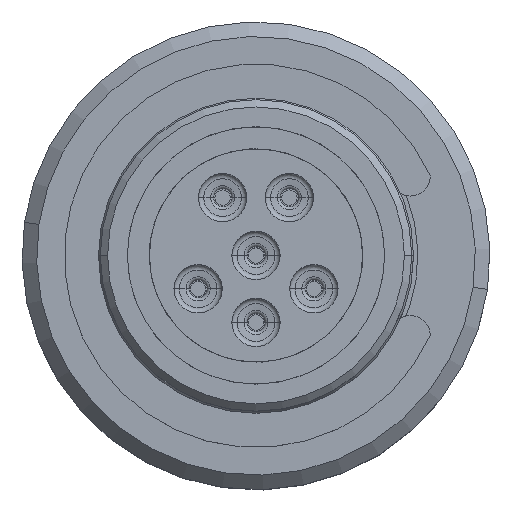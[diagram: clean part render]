
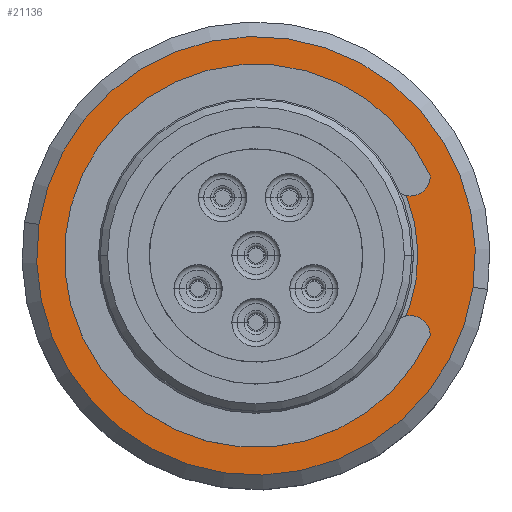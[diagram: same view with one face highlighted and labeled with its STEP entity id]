
A CAD part, top view. The second image highlights one B-rep face of the part: STEP entity #21136.
In plain terms, the highlighted planar face has unit normal (0, 0, 1).
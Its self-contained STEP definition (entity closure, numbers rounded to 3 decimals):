
#196 = CIRCLE ( 'NONE', #20555, 5.535 ) ;
#801 = CIRCLE ( 'NONE', #28305, 5.535 ) ;
#1028 = DIRECTION ( 'NONE',  ( 0.99, -0.143, 0. ) ) ;
#1084 = FACE_OUTER_BOUND ( 'NONE', #23942, .T. ) ;
#1789 = CARTESIAN_POINT ( 'NONE',  ( 0., 0., -8.328 ) ) ;
#2443 = DIRECTION ( 'NONE',  ( 0.99, -0.143, 0. ) ) ;
#3012 = PLANE ( 'NONE',  #34480 ) ;
#3516 = VERTEX_POINT ( 'NONE', #26678 ) ;
#3770 = AXIS2_PLACEMENT_3D ( 'NONE', #1789, #25282, #31519 ) ;
#3789 = CIRCLE ( 'NONE', #20328, 7.5 ) ;
#3867 = CARTESIAN_POINT ( 'NONE',  ( 7.423, -1.074, -8.328 ) ) ;
#4131 = VERTEX_POINT ( 'NONE', #10984 ) ;
#5013 = CARTESIAN_POINT ( 'NONE',  ( 0., 0., -8.328 ) ) ;
#5960 = ORIENTED_EDGE ( 'NONE', *, *, #23594, .T. ) ;
#6841 = DIRECTION ( 'NONE',  ( 0., 0., 1. ) ) ;
#7540 = VERTEX_POINT ( 'NONE', #3867 ) ;
#9026 = DIRECTION ( 'NONE',  ( 0., 0., 1. ) ) ;
#9303 = EDGE_CURVE ( 'NONE', #3516, #21074, #196, .T. ) ;
#10079 = EDGE_CURVE ( 'NONE', #21074, #3516, #801, .T. ) ;
#10984 = CARTESIAN_POINT ( 'NONE',  ( -7.423, 1.074, -8.328 ) ) ;
#11804 = EDGE_LOOP ( 'NONE', ( #24068, #30182 ) ) ;
#12175 = ORIENTED_EDGE ( 'NONE', *, *, #24283, .T. ) ;
#12412 = CARTESIAN_POINT ( 'NONE',  ( 0., 0., -8.328 ) ) ;
#15071 = DIRECTION ( 'NONE',  ( -0.99, 0.143, 0. ) ) ;
#15148 = CIRCLE ( 'NONE', #3770, 7.5 ) ;
#18984 = CARTESIAN_POINT ( 'NONE',  ( 0., 0., -8.328 ) ) ;
#20328 = AXIS2_PLACEMENT_3D ( 'NONE', #33843, #6841, #27857 ) ;
#20555 = AXIS2_PLACEMENT_3D ( 'NONE', #5013, #34010, #2443 ) ;
#21074 = VERTEX_POINT ( 'NONE', #35718 ) ;
#21136 = ADVANCED_FACE ( 'NONE', ( #31832, #1084 ), #3012, .T. ) ;
#23594 = EDGE_CURVE ( 'NONE', #4131, #7540, #15148, .T. ) ;
#23942 = EDGE_LOOP ( 'NONE', ( #12175, #5960 ) ) ;
#24068 = ORIENTED_EDGE ( 'NONE', *, *, #10079, .T. ) ;
#24283 = EDGE_CURVE ( 'NONE', #7540, #4131, #3789, .T. ) ;
#25282 = DIRECTION ( 'NONE',  ( 0., 0., 1. ) ) ;
#26678 = CARTESIAN_POINT ( 'NONE',  ( -5.478, 0.793, -8.328 ) ) ;
#27857 = DIRECTION ( 'NONE',  ( -0.99, 0.143, 0. ) ) ;
#28305 = AXIS2_PLACEMENT_3D ( 'NONE', #18984, #34163, #1028 ) ;
#30182 = ORIENTED_EDGE ( 'NONE', *, *, #9303, .T. ) ;
#31519 = DIRECTION ( 'NONE',  ( -0.99, 0.143, 0. ) ) ;
#31832 = FACE_BOUND ( 'NONE', #11804, .T. ) ;
#33843 = CARTESIAN_POINT ( 'NONE',  ( 0., 0., -8.328 ) ) ;
#34010 = DIRECTION ( 'NONE',  ( 0., 0., -1. ) ) ;
#34163 = DIRECTION ( 'NONE',  ( 0., 0., -1. ) ) ;
#34480 = AXIS2_PLACEMENT_3D ( 'NONE', #12412, #9026, #15071 ) ;
#35718 = CARTESIAN_POINT ( 'NONE',  ( 5.478, -0.793, -8.328 ) ) ;
